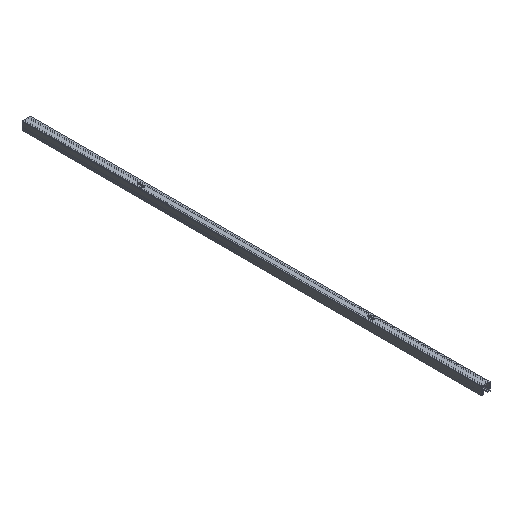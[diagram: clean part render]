
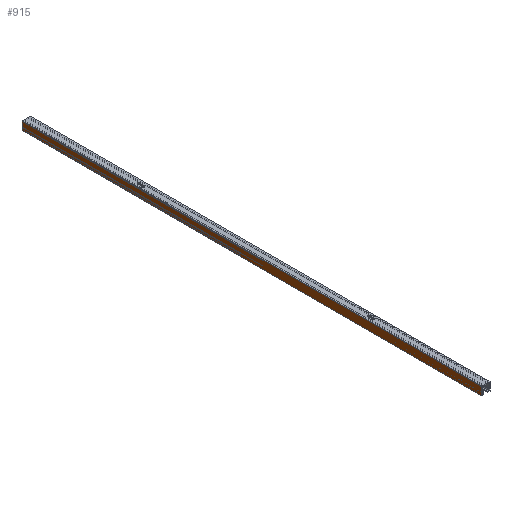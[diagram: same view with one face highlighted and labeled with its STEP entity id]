
A CAD part, isometric view. The second image highlights one B-rep face of the part: STEP entity #915.
In plain terms, the highlighted planar face has unit normal (-1, 0, 0).
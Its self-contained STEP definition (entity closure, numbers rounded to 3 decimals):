
#36=PLANE('',#1002);
#76=FACE_OUTER_BOUND('',#122,.T.);
#122=EDGE_LOOP('',(#722,#723,#724,#725));
#173=LINE('',#1354,#275);
#214=LINE('',#1451,#316);
#215=LINE('',#1454,#317);
#216=LINE('',#1455,#318);
#275=VECTOR('',#1099,10.);
#316=VECTOR('',#1190,10.);
#317=VECTOR('',#1193,10.);
#318=VECTOR('',#1194,10.);
#405=VERTEX_POINT('',#1351);
#406=VERTEX_POINT('',#1353);
#437=VERTEX_POINT('',#1449);
#438=VERTEX_POINT('',#1453);
#497=EDGE_CURVE('',#406,#405,#173,.T.);
#546=EDGE_CURVE('',#405,#437,#214,.T.);
#547=EDGE_CURVE('',#437,#438,#215,.T.);
#548=EDGE_CURVE('',#406,#438,#216,.T.);
#722=ORIENTED_EDGE('',*,*,#547,.T.);
#723=ORIENTED_EDGE('',*,*,#548,.F.);
#724=ORIENTED_EDGE('',*,*,#497,.T.);
#725=ORIENTED_EDGE('',*,*,#546,.T.);
#915=ADVANCED_FACE('',(#76),#36,.T.);
#1002=AXIS2_PLACEMENT_3D('',#1452,#1191,#1192);
#1099=DIRECTION('',(0.,0.,1.));
#1190=DIRECTION('',(0.,1.,0.));
#1191=DIRECTION('center_axis',(-1.,0.,0.));
#1192=DIRECTION('ref_axis',(0.,0.,1.));
#1193=DIRECTION('',(0.,0.,-1.));
#1194=DIRECTION('',(0.,1.,0.));
#1351=CARTESIAN_POINT('',(-9.,-500.,0.));
#1353=CARTESIAN_POINT('',(-9.,-500.,-18.));
#1354=CARTESIAN_POINT('',(-9.,-500.,-18.));
#1449=CARTESIAN_POINT('',(-9.,500.,0.));
#1451=CARTESIAN_POINT('',(-9.,0.,0.));
#1452=CARTESIAN_POINT('Origin',(-9.,0.,0.));
#1453=CARTESIAN_POINT('',(-9.,500.,-18.));
#1454=CARTESIAN_POINT('',(-9.,500.,-18.));
#1455=CARTESIAN_POINT('',(-9.,0.,-18.));
